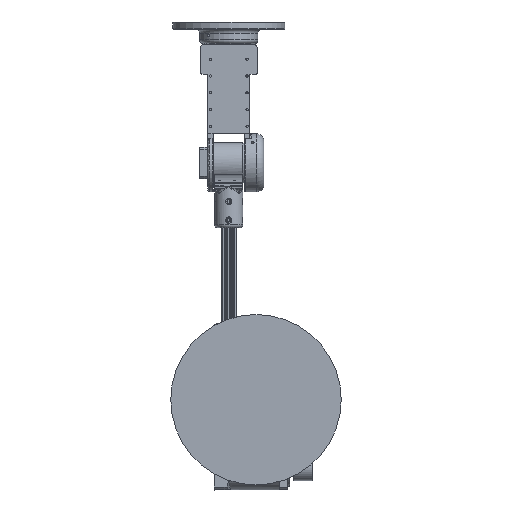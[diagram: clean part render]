
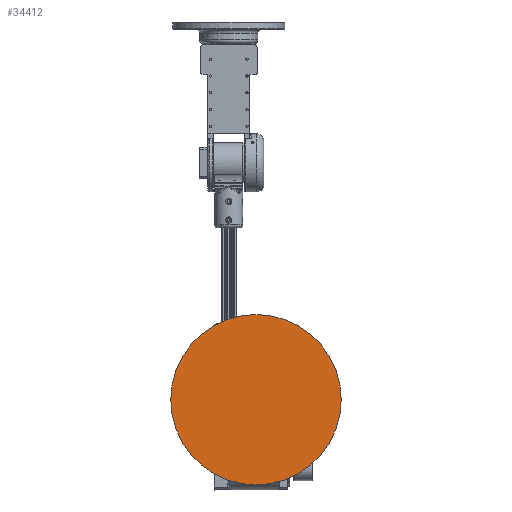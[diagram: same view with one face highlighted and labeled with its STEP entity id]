
A CAD part, front view. The second image highlights one B-rep face of the part: STEP entity #34412.
In plain terms, the highlighted planar face has unit normal (0, -1, 0).
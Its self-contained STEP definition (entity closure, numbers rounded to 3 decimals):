
#2159=PLANE('',#37919);
#3733=FACE_OUTER_BOUND('',#6320,.T.);
#6320=EDGE_LOOP('',(#29418));
#13695=CIRCLE('',#37917,114.3);
#16673=VERTEX_POINT('',#59456);
#21069=EDGE_CURVE('',#16673,#16673,#13695,.T.);
#29418=ORIENTED_EDGE('',*,*,#21069,.F.);
#34412=ADVANCED_FACE('',(#3733),#2159,.F.);
#37917=AXIS2_PLACEMENT_3D('',#59458,#46534,#46535);
#37919=AXIS2_PLACEMENT_3D('',#59460,#46538,#46539);
#46534=DIRECTION('center_axis',(0.,1.,0.));
#46535=DIRECTION('ref_axis',(1.,0.,0.));
#46538=DIRECTION('center_axis',(0.,1.,0.));
#46539=DIRECTION('ref_axis',(1.,0.,0.));
#59456=CARTESIAN_POINT('',(-114.3,0.,0.));
#59458=CARTESIAN_POINT('Origin',(0.,0.,0.));
#59460=CARTESIAN_POINT('Origin',(0.,0.,0.));
